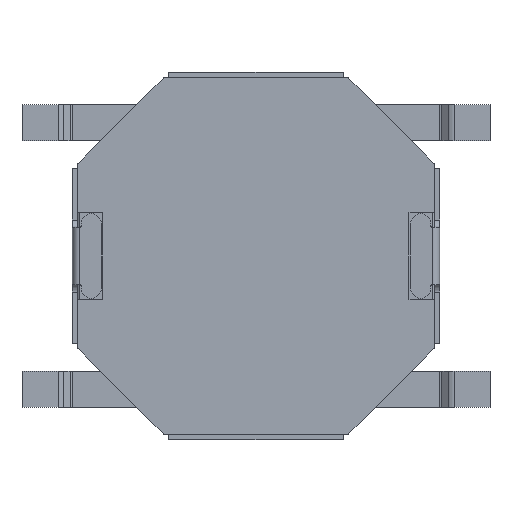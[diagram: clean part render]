
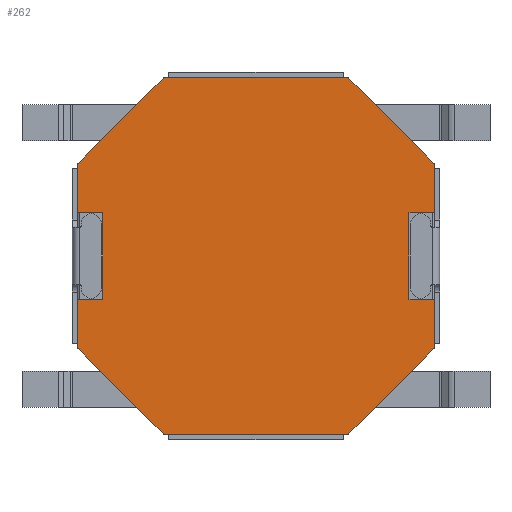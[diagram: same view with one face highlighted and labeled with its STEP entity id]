
A CAD part, front view. The second image highlights one B-rep face of the part: STEP entity #262.
In plain terms, the highlighted planar face has unit normal (0, -1, 0).
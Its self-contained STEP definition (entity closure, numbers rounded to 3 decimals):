
#55=CARTESIAN_POINT('',(0.,0.,0.));
#56=DIRECTION('',(0.,1.,0.));
#57=DIRECTION('',(0.,0.,1.));
#58=AXIS2_PLACEMENT_3D('',#55,#56,#57);
#59=PLANE('',#58);
#60=CARTESIAN_POINT('',(-1.273,0.,2.475));
#61=VERTEX_POINT('',#60);
#62=CARTESIAN_POINT('',(1.273,0.,2.475));
#63=VERTEX_POINT('',#62);
#64=CARTESIAN_POINT('',(-1.273,0.,2.475));
#65=DIRECTION('',(1.,-0.,-0.));
#66=VECTOR('',#65,2.546);
#67=LINE('',#64,#66);
#68=EDGE_CURVE('NONE',#61,#63,#67,.T.);
#69=ORIENTED_EDGE('',*,*,#68,.F.);
#70=CARTESIAN_POINT('',(-1.291,-0.,2.468));
#71=VERTEX_POINT('',#70);
#72=CARTESIAN_POINT('',(-1.273,0.,2.45));
#73=DIRECTION('',(0.,-1.,0.));
#74=DIRECTION('',(0.,0.,-1.));
#75=AXIS2_PLACEMENT_3D('',#72,#73,#74);
#76=CIRCLE('',#75,0.025);
#77=EDGE_CURVE('NONE',#61,#71,#76,.T.);
#78=ORIENTED_EDGE('',*,*,#77,.T.);
#79=CARTESIAN_POINT('',(-2.468,-0.,1.291));
#80=VERTEX_POINT('',#79);
#81=CARTESIAN_POINT('',(-2.468,-0.,1.291));
#82=DIRECTION('',(0.707,-0.,0.707));
#83=VECTOR('',#82,1.664);
#84=LINE('',#81,#83);
#85=EDGE_CURVE('NONE',#80,#71,#84,.T.);
#86=ORIENTED_EDGE('',*,*,#85,.F.);
#87=CARTESIAN_POINT('',(-2.475,0.,1.273));
#88=VERTEX_POINT('',#87);
#89=CARTESIAN_POINT('',(-2.45,0.,1.273));
#90=DIRECTION('',(0.,-1.,0.));
#91=DIRECTION('',(0.,0.,-1.));
#92=AXIS2_PLACEMENT_3D('',#89,#90,#91);
#93=CIRCLE('',#92,0.025);
#94=EDGE_CURVE('NONE',#80,#88,#93,.T.);
#95=ORIENTED_EDGE('',*,*,#94,.T.);
#96=CARTESIAN_POINT('',(-2.475,0.,0.6));
#97=VERTEX_POINT('',#96);
#98=CARTESIAN_POINT('',(-2.475,0.,0.6));
#99=DIRECTION('',(-0.,-0.,1.));
#100=VECTOR('',#99,0.673);
#101=LINE('',#98,#100);
#102=EDGE_CURVE('NONE',#97,#88,#101,.T.);
#103=ORIENTED_EDGE('',*,*,#102,.F.);
#104=CARTESIAN_POINT('',(-2.125,0.,0.6));
#105=VERTEX_POINT('',#104);
#106=CARTESIAN_POINT('',(-2.125,0.,0.6));
#107=DIRECTION('',(-1.,-0.,-0.));
#108=VECTOR('',#107,0.35);
#109=LINE('',#106,#108);
#110=EDGE_CURVE('NONE',#105,#97,#109,.T.);
#111=ORIENTED_EDGE('',*,*,#110,.F.);
#112=CARTESIAN_POINT('',(-2.125,0.,-0.6));
#113=VERTEX_POINT('',#112);
#114=CARTESIAN_POINT('',(-2.125,0.,-0.6));
#115=DIRECTION('',(-0.,-0.,1.));
#116=VECTOR('',#115,1.2);
#117=LINE('',#114,#116);
#118=EDGE_CURVE('NONE',#113,#105,#117,.T.);
#119=ORIENTED_EDGE('',*,*,#118,.F.);
#120=CARTESIAN_POINT('',(-2.475,0.,-0.6));
#121=VERTEX_POINT('',#120);
#122=CARTESIAN_POINT('',(-2.475,0.,-0.6));
#123=DIRECTION('',(1.,-0.,-0.));
#124=VECTOR('',#123,0.35);
#125=LINE('',#122,#124);
#126=EDGE_CURVE('NONE',#121,#113,#125,.T.);
#127=ORIENTED_EDGE('',*,*,#126,.F.);
#128=CARTESIAN_POINT('',(-2.475,0.,-1.273));
#129=VERTEX_POINT('',#128);
#130=CARTESIAN_POINT('',(-2.475,0.,-1.273));
#131=DIRECTION('',(-0.,-0.,1.));
#132=VECTOR('',#131,0.673);
#133=LINE('',#130,#132);
#134=EDGE_CURVE('NONE',#129,#121,#133,.T.);
#135=ORIENTED_EDGE('',*,*,#134,.F.);
#136=CARTESIAN_POINT('',(-2.468,-0.,-1.291));
#137=VERTEX_POINT('',#136);
#138=CARTESIAN_POINT('',(-2.45,0.,-1.273));
#139=DIRECTION('',(0.,-1.,0.));
#140=DIRECTION('',(0.,0.,-1.));
#141=AXIS2_PLACEMENT_3D('',#138,#139,#140);
#142=CIRCLE('',#141,0.025);
#143=EDGE_CURVE('NONE',#129,#137,#142,.T.);
#144=ORIENTED_EDGE('',*,*,#143,.T.);
#145=CARTESIAN_POINT('',(-1.291,-0.,-2.468));
#146=VERTEX_POINT('',#145);
#147=CARTESIAN_POINT('',(-1.291,-0.,-2.468));
#148=DIRECTION('',(-0.707,-0.,0.707));
#149=VECTOR('',#148,1.664);
#150=LINE('',#147,#149);
#151=EDGE_CURVE('NONE',#146,#137,#150,.T.);
#152=ORIENTED_EDGE('',*,*,#151,.F.);
#153=CARTESIAN_POINT('',(-1.273,0.,-2.475));
#154=VERTEX_POINT('',#153);
#155=CARTESIAN_POINT('',(-1.273,0.,-2.45));
#156=DIRECTION('',(0.,-1.,0.));
#157=DIRECTION('',(0.,0.,-1.));
#158=AXIS2_PLACEMENT_3D('',#155,#156,#157);
#159=CIRCLE('',#158,0.025);
#160=EDGE_CURVE('NONE',#146,#154,#159,.T.);
#161=ORIENTED_EDGE('',*,*,#160,.T.);
#162=CARTESIAN_POINT('',(1.273,0.,-2.475));
#163=VERTEX_POINT('',#162);
#164=CARTESIAN_POINT('',(1.273,0.,-2.475));
#165=DIRECTION('',(-1.,-0.,0.));
#166=VECTOR('',#165,2.546);
#167=LINE('',#164,#166);
#168=EDGE_CURVE('NONE',#163,#154,#167,.T.);
#169=ORIENTED_EDGE('',*,*,#168,.F.);
#170=CARTESIAN_POINT('',(1.291,-0.,-2.468));
#171=VERTEX_POINT('',#170);
#172=CARTESIAN_POINT('',(1.273,0.,-2.45));
#173=DIRECTION('',(0.,-1.,0.));
#174=DIRECTION('',(0.,0.,-1.));
#175=AXIS2_PLACEMENT_3D('',#172,#173,#174);
#176=CIRCLE('',#175,0.025);
#177=EDGE_CURVE('NONE',#163,#171,#176,.T.);
#178=ORIENTED_EDGE('',*,*,#177,.T.);
#179=CARTESIAN_POINT('',(2.468,-0.,-1.291));
#180=VERTEX_POINT('',#179);
#181=CARTESIAN_POINT('',(2.468,-0.,-1.291));
#182=DIRECTION('',(-0.707,-0.,-0.707));
#183=VECTOR('',#182,1.664);
#184=LINE('',#181,#183);
#185=EDGE_CURVE('NONE',#180,#171,#184,.T.);
#186=ORIENTED_EDGE('',*,*,#185,.F.);
#187=CARTESIAN_POINT('',(2.475,0.,-1.273));
#188=VERTEX_POINT('',#187);
#189=CARTESIAN_POINT('',(2.45,0.,-1.273));
#190=DIRECTION('',(0.,-1.,0.));
#191=DIRECTION('',(0.,0.,-1.));
#192=AXIS2_PLACEMENT_3D('',#189,#190,#191);
#193=CIRCLE('',#192,0.025);
#194=EDGE_CURVE('NONE',#180,#188,#193,.T.);
#195=ORIENTED_EDGE('',*,*,#194,.T.);
#196=CARTESIAN_POINT('',(2.475,0.,-0.6));
#197=VERTEX_POINT('',#196);
#198=CARTESIAN_POINT('',(2.475,0.,-0.6));
#199=DIRECTION('',(-0.,-0.,-1.));
#200=VECTOR('',#199,0.673);
#201=LINE('',#198,#200);
#202=EDGE_CURVE('NONE',#197,#188,#201,.T.);
#203=ORIENTED_EDGE('',*,*,#202,.F.);
#204=CARTESIAN_POINT('',(2.125,0.,-0.6));
#205=VERTEX_POINT('',#204);
#206=CARTESIAN_POINT('',(2.125,0.,-0.6));
#207=DIRECTION('',(1.,-0.,-0.));
#208=VECTOR('',#207,0.35);
#209=LINE('',#206,#208);
#210=EDGE_CURVE('NONE',#205,#197,#209,.T.);
#211=ORIENTED_EDGE('',*,*,#210,.F.);
#212=CARTESIAN_POINT('',(2.125,0.,0.6));
#213=VERTEX_POINT('',#212);
#214=CARTESIAN_POINT('',(2.125,0.,0.6));
#215=DIRECTION('',(-0.,-0.,-1.));
#216=VECTOR('',#215,1.2);
#217=LINE('',#214,#216);
#218=EDGE_CURVE('NONE',#213,#205,#217,.T.);
#219=ORIENTED_EDGE('',*,*,#218,.F.);
#220=CARTESIAN_POINT('',(2.475,0.,0.6));
#221=VERTEX_POINT('',#220);
#222=CARTESIAN_POINT('',(2.475,0.,0.6));
#223=DIRECTION('',(-1.,-0.,0.));
#224=VECTOR('',#223,0.35);
#225=LINE('',#222,#224);
#226=EDGE_CURVE('NONE',#221,#213,#225,.T.);
#227=ORIENTED_EDGE('',*,*,#226,.F.);
#228=CARTESIAN_POINT('',(2.475,0.,1.273));
#229=VERTEX_POINT('',#228);
#230=CARTESIAN_POINT('',(2.475,0.,1.273));
#231=DIRECTION('',(-0.,-0.,-1.));
#232=VECTOR('',#231,0.673);
#233=LINE('',#230,#232);
#234=EDGE_CURVE('NONE',#229,#221,#233,.T.);
#235=ORIENTED_EDGE('',*,*,#234,.F.);
#236=CARTESIAN_POINT('',(2.468,-0.,1.291));
#237=VERTEX_POINT('',#236);
#238=CARTESIAN_POINT('',(2.45,0.,1.273));
#239=DIRECTION('',(0.,-1.,0.));
#240=DIRECTION('',(0.,0.,-1.));
#241=AXIS2_PLACEMENT_3D('',#238,#239,#240);
#242=CIRCLE('',#241,0.025);
#243=EDGE_CURVE('NONE',#229,#237,#242,.T.);
#244=ORIENTED_EDGE('',*,*,#243,.T.);
#245=CARTESIAN_POINT('',(1.291,-0.,2.468));
#246=VERTEX_POINT('',#245);
#247=CARTESIAN_POINT('',(1.291,-0.,2.468));
#248=DIRECTION('',(0.707,-0.,-0.707));
#249=VECTOR('',#248,1.664);
#250=LINE('',#247,#249);
#251=EDGE_CURVE('NONE',#246,#237,#250,.T.);
#252=ORIENTED_EDGE('',*,*,#251,.F.);
#253=CARTESIAN_POINT('',(1.273,0.,2.45));
#254=DIRECTION('',(0.,-1.,0.));
#255=DIRECTION('',(0.,0.,-1.));
#256=AXIS2_PLACEMENT_3D('',#253,#254,#255);
#257=CIRCLE('',#256,0.025);
#258=EDGE_CURVE('NONE',#246,#63,#257,.T.);
#259=ORIENTED_EDGE('',*,*,#258,.T.);
#260=EDGE_LOOP('',(#69,#78,#86,#95,#103,#111,#119,#127,#135,#144,#152,#161,#169,#178,#186,#195,#203,#211,#219,#227,#235,#244,#252,#259));
#261=FACE_BOUND('',#260,.T.);
#262=ADVANCED_FACE('NONE',(#261),#59,.F.);
